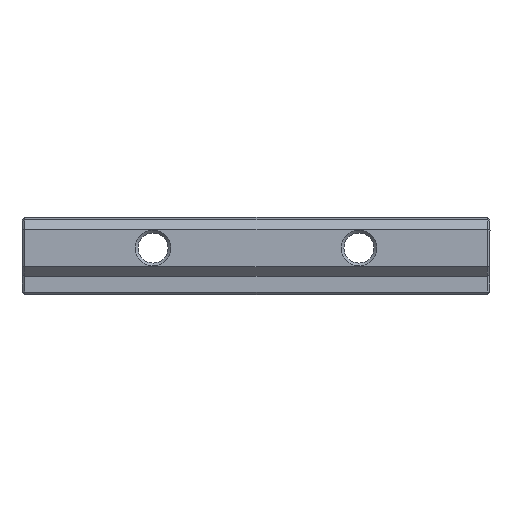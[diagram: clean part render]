
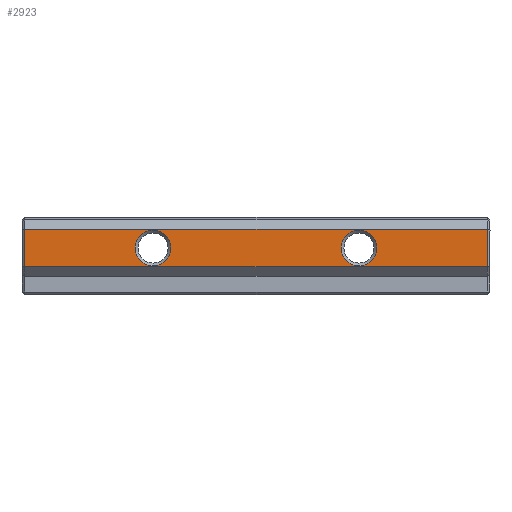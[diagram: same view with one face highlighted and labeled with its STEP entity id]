
A CAD part, left-side view. The second image highlights one B-rep face of the part: STEP entity #2923.
In plain terms, the highlighted planar face has unit normal (-1, 0, 0).
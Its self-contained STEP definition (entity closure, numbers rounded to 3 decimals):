
#31=FACE_BOUND('',#490,.T.);
#32=FACE_BOUND('',#491,.T.);
#120=PLANE('',#3140);
#297=FACE_OUTER_BOUND('',#489,.T.);
#489=EDGE_LOOP('',(#2415,#2416,#2417,#2418));
#490=EDGE_LOOP('',(#2419));
#491=EDGE_LOOP('',(#2420));
#777=LINE('',#4472,#1155);
#778=LINE('',#4474,#1156);
#779=LINE('',#4476,#1157);
#780=LINE('',#4477,#1158);
#1155=VECTOR('',#3658,10.);
#1156=VECTOR('',#3659,10.);
#1157=VECTOR('',#3660,10.);
#1158=VECTOR('',#3661,10.);
#1357=CIRCLE('',#3138,1.9);
#1359=CIRCLE('',#3141,1.9);
#1485=VERTEX_POINT('',#4464);
#1487=VERTEX_POINT('',#4470);
#1488=VERTEX_POINT('',#4471);
#1489=VERTEX_POINT('',#4473);
#1490=VERTEX_POINT('',#4475);
#1491=VERTEX_POINT('',#4478);
#1802=EDGE_CURVE('',#1485,#1485,#1357,.T.);
#1805=EDGE_CURVE('',#1487,#1488,#777,.T.);
#1806=EDGE_CURVE('',#1489,#1487,#778,.T.);
#1807=EDGE_CURVE('',#1490,#1489,#779,.T.);
#1808=EDGE_CURVE('',#1488,#1490,#780,.T.);
#1809=EDGE_CURVE('',#1491,#1491,#1359,.T.);
#2415=ORIENTED_EDGE('',*,*,#1805,.F.);
#2416=ORIENTED_EDGE('',*,*,#1806,.F.);
#2417=ORIENTED_EDGE('',*,*,#1807,.F.);
#2418=ORIENTED_EDGE('',*,*,#1808,.F.);
#2419=ORIENTED_EDGE('',*,*,#1809,.F.);
#2420=ORIENTED_EDGE('',*,*,#1802,.F.);
#2923=ADVANCED_FACE('',(#297,#31,#32),#120,.T.);
#3138=AXIS2_PLACEMENT_3D('',#4465,#3651,#3652);
#3140=AXIS2_PLACEMENT_3D('',#4469,#3656,#3657);
#3141=AXIS2_PLACEMENT_3D('',#4479,#3662,#3663);
#3651=DIRECTION('center_axis',(-1.,0.,0.));
#3652=DIRECTION('ref_axis',(0.,1.,0.));
#3656=DIRECTION('center_axis',(-1.,0.,0.));
#3657=DIRECTION('ref_axis',(0.,0.,-1.));
#3658=DIRECTION('',(0.,0.,1.));
#3659=DIRECTION('',(0.,1.,0.));
#3660=DIRECTION('',(0.,0.,-1.));
#3661=DIRECTION('',(0.,-1.,0.));
#3662=DIRECTION('center_axis',(-1.,0.,0.));
#3663=DIRECTION('ref_axis',(0.,1.,0.));
#4464=CARTESIAN_POINT('',(61.,316.1,-28.096));
#4465=CARTESIAN_POINT('Origin',(61.,318.,-28.096));
#4469=CARTESIAN_POINT('Origin',(61.,332.,-25.096));
#4470=CARTESIAN_POINT('',(61.,331.7,-30.096));
#4471=CARTESIAN_POINT('',(61.,331.7,-26.096));
#4472=CARTESIAN_POINT('',(61.,331.7,-28.096));
#4473=CARTESIAN_POINT('',(61.,282.3,-30.096));
#4474=CARTESIAN_POINT('',(61.,332.,-30.096));
#4475=CARTESIAN_POINT('',(61.,282.3,-26.096));
#4476=CARTESIAN_POINT('',(61.,282.3,-28.096));
#4477=CARTESIAN_POINT('',(61.,332.,-26.096));
#4478=CARTESIAN_POINT('',(61.,294.1,-28.096));
#4479=CARTESIAN_POINT('Origin',(61.,296.,-28.096));
